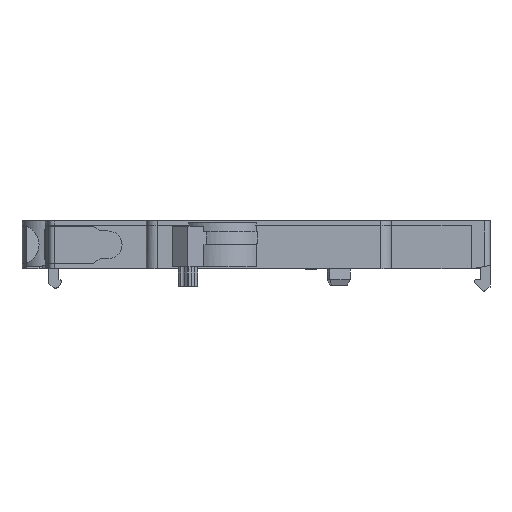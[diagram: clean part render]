
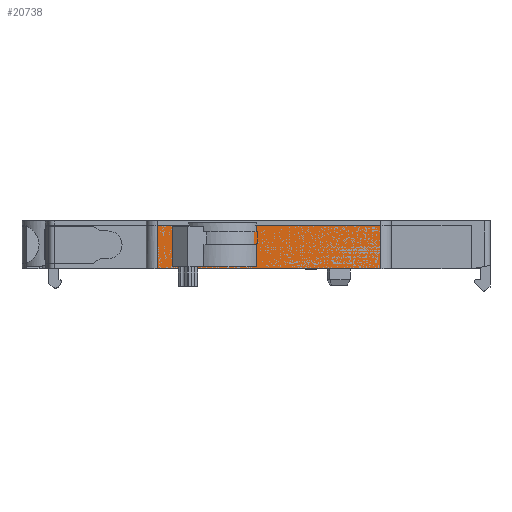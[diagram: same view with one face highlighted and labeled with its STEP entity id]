
A CAD part, front view. The second image highlights one B-rep face of the part: STEP entity #20738.
In plain terms, the highlighted planar face has unit normal (0, -1, 0).
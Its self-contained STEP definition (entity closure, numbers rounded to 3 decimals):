
#724 = DIRECTION ( 'NONE',  ( -1., 0., 0. ) ) ;
#841 = CARTESIAN_POINT ( 'NONE',  ( 29., -16.4, 3.6 ) ) ;
#1835 = VERTEX_POINT ( 'NONE', #17449 ) ;
#3134 = VECTOR ( 'NONE', #8253, 1000. ) ;
#3295 = EDGE_CURVE ( 'NONE', #14741, #1835, #12040, .T. ) ;
#5474 = DIRECTION ( 'NONE',  ( 0., -1., 0. ) ) ;
#5512 = AXIS2_PLACEMENT_3D ( 'NONE', #25588, #5474, #11608 ) ;
#6888 = EDGE_CURVE ( 'NONE', #1835, #19837, #26550, .T. ) ;
#8253 = DIRECTION ( 'NONE',  ( 0., 0., -1. ) ) ;
#8816 = DIRECTION ( 'NONE',  ( -1., 0., 0. ) ) ;
#10809 = LINE ( 'NONE', #14465, #3134 ) ;
#11194 = CARTESIAN_POINT ( 'NONE',  ( 29., -16.4, -4.4 ) ) ;
#11608 = DIRECTION ( 'NONE',  ( 1., 0., 0. ) ) ;
#12040 = LINE ( 'NONE', #19519, #33900 ) ;
#12178 = FACE_OUTER_BOUND ( 'NONE', #33836, .T. ) ;
#13450 = ORIENTED_EDGE ( 'NONE', *, *, #6888, .F. ) ;
#14465 = CARTESIAN_POINT ( 'NONE',  ( -12., -16.4, 3.6 ) ) ;
#14741 = VERTEX_POINT ( 'NONE', #18207 ) ;
#16043 = LINE ( 'NONE', #841, #34823 ) ;
#17449 = CARTESIAN_POINT ( 'NONE',  ( 29., -16.4, -4.4 ) ) ;
#18207 = CARTESIAN_POINT ( 'NONE',  ( 29., -16.4, 3.6 ) ) ;
#19519 = CARTESIAN_POINT ( 'NONE',  ( 29., -16.4, 3.6 ) ) ;
#19837 = VERTEX_POINT ( 'NONE', #24382 ) ;
#20074 = ORIENTED_EDGE ( 'NONE', *, *, #3295, .F. ) ;
#20738 = ADVANCED_FACE ( 'NONE', ( #12178 ), #33936, .T. ) ;
#20740 = EDGE_CURVE ( 'NONE', #25898, #19837, #10809, .T. ) ;
#21629 = VECTOR ( 'NONE', #8816, 1000. ) ;
#23665 = ORIENTED_EDGE ( 'NONE', *, *, #26367, .T. ) ;
#24382 = CARTESIAN_POINT ( 'NONE',  ( -12., -16.4, -4.4 ) ) ;
#25588 = CARTESIAN_POINT ( 'NONE',  ( 29., -16.4, 3.6 ) ) ;
#25898 = VERTEX_POINT ( 'NONE', #29648 ) ;
#26367 = EDGE_CURVE ( 'NONE', #14741, #25898, #16043, .T. ) ;
#26550 = LINE ( 'NONE', #11194, #21629 ) ;
#27876 = DIRECTION ( 'NONE',  ( 0., 0., -1. ) ) ;
#29648 = CARTESIAN_POINT ( 'NONE',  ( -12., -16.4, 3.6 ) ) ;
#33836 = EDGE_LOOP ( 'NONE', ( #13450, #20074, #23665, #34100 ) ) ;
#33900 = VECTOR ( 'NONE', #27876, 1000. ) ;
#33936 = PLANE ( 'NONE',  #5512 ) ;
#34100 = ORIENTED_EDGE ( 'NONE', *, *, #20740, .T. ) ;
#34823 = VECTOR ( 'NONE', #724, 1000. ) ;
